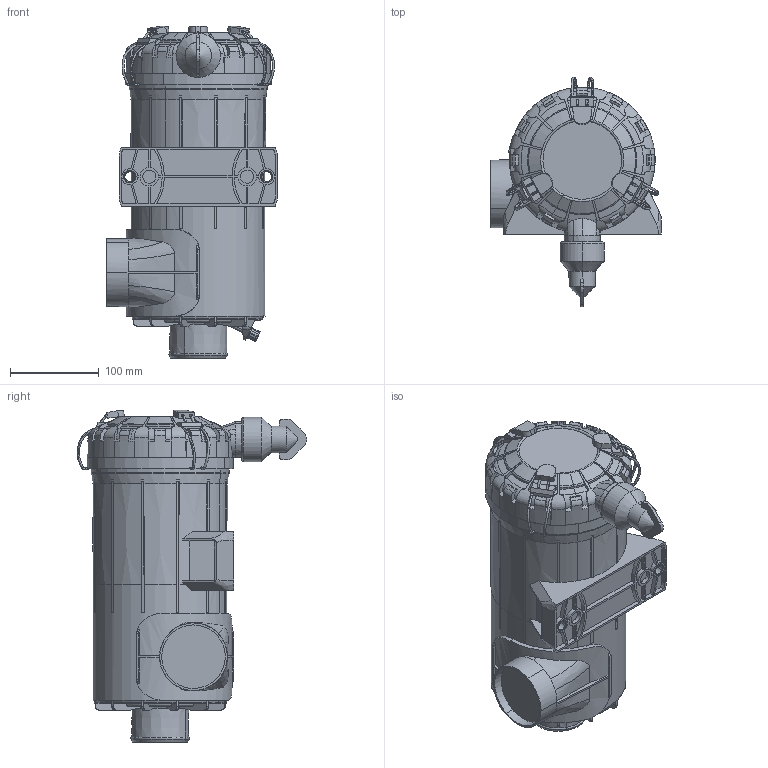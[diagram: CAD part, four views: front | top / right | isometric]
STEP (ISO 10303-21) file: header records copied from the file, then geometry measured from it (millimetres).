
FILE_DESCRIPTION(('Open CASCADE Model'),'2;1');
FILE_NAME('Open CASCADE Shape Model','2019-10-28T12:51:26',('Author'),( 'Open CASCADE'),'Open CASCADE STEP processor 6.2','Open CASCADE 6.2' ,'Unknown');
FILE_SCHEMA(('CONFIG_CONTROL_DESIGN'));
Length unit declared in the file: millimetre
Products named in the file (10): M+H GmbH STEP 1; M+H GmbH STEP 2; M+H GmbH STEP 3; M+H GmbH STEP 4; M+H GmbH STEP 5; M+H GmbH STEP 6; M+H GmbH STEP 7; M+H GmbH STEP 8; M+H GmbH STEP 9; M+H GmbH STEP 10
Bounding box: 192 x 258.28 x 373.53 mm (x, y, z)
Volume: 6457865.3 mm3; surface area: 360085.9 mm2
Topology: 10 solids, 10 shells, 1105 faces, 2980 edges, 1924 vertices
Faces by surface type: plane 428, cone 226, cylinder 203, torus 145, bspline 73, revolution 28, extrusion 2
Entity records: 153030 total; most frequent: CARTESIAN_POINT 102672, DIRECTION 6447, ORIENTED_EDGE 5960, PCURVE 5960, DEFINITIONAL_REPRESENTATION 5960, B_SPLINE_CURVE_WITH_KNOTS 5374, EDGE_CURVE 2980, SURFACE_CURVE 2980
